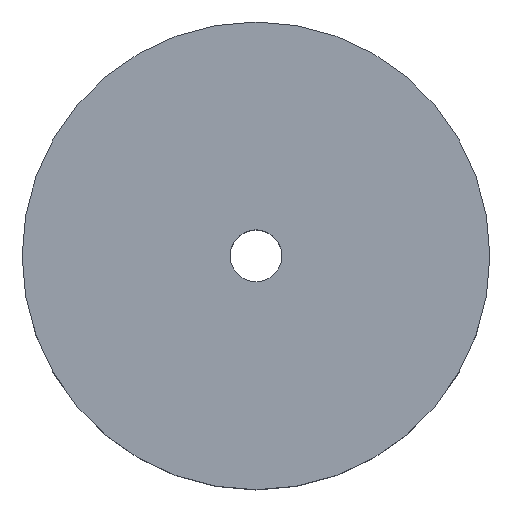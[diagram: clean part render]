
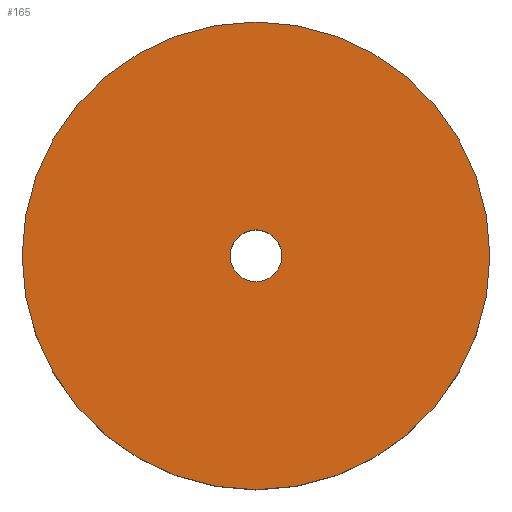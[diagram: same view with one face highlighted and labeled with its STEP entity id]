
A CAD part, top view. The second image highlights one B-rep face of the part: STEP entity #165.
In plain terms, the highlighted planar face has unit normal (0, 0, 1).
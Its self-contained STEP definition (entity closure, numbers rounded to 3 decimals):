
#17 = DIRECTION ( 'NONE',  ( 0., 0., 1. ) ) ;
#22 = CARTESIAN_POINT ( 'NONE',  ( 0., 0., 130. ) ) ;
#23 = DIRECTION ( 'NONE',  ( 1., 0., 0. ) ) ;
#27 = CARTESIAN_POINT ( 'NONE',  ( 0., 0., 130. ) ) ;
#28 = CARTESIAN_POINT ( 'NONE',  ( 0., 0., 130. ) ) ;
#29 = DIRECTION ( 'NONE',  ( 0., 0., 1. ) ) ;
#35 = DIRECTION ( 'NONE',  ( 0., 0., 1. ) ) ;
#43 = DIRECTION ( 'NONE',  ( 1., 0., 0. ) ) ;
#44 = CARTESIAN_POINT ( 'NONE',  ( 0., 0., 130. ) ) ;
#45 = DIRECTION ( 'NONE',  ( 1., 0., 0. ) ) ;
#49 = DIRECTION ( 'NONE',  ( 0., 0., 1. ) ) ;
#50 = DIRECTION ( 'NONE',  ( 1., 0., 0. ) ) ;
#54 = DIRECTION ( 'NONE',  ( 0., 0., 1. ) ) ;
#58 = CARTESIAN_POINT ( 'NONE',  ( -225., 0., 130. ) ) ;
#59 = CARTESIAN_POINT ( 'NONE',  ( 0., 0., 130. ) ) ;
#63 = PLANE ( 'NONE',  #95 ) ;
#64 = CARTESIAN_POINT ( 'NONE',  ( 225., 0., 130. ) ) ;
#70 = DIRECTION ( 'NONE',  ( 1., 0., 0. ) ) ;
#71 = CARTESIAN_POINT ( 'NONE',  ( 25., 0., 130. ) ) ;
#85 = CARTESIAN_POINT ( 'NONE',  ( -25., 0., 130. ) ) ;
#95 = AXIS2_PLACEMENT_3D ( 'NONE', #59, #54, #70 ) ;
#112 = AXIS2_PLACEMENT_3D ( 'NONE', #27, #49, #43 ) ;
#113 = EDGE_CURVE ( 'NONE', #196, #214, #154, .T. ) ;
#115 = AXIS2_PLACEMENT_3D ( 'NONE', #28, #29, #50 ) ;
#122 = EDGE_CURVE ( 'NONE', #195, #212, #157, .T. ) ;
#123 = AXIS2_PLACEMENT_3D ( 'NONE', #22, #35, #23 ) ;
#124 = AXIS2_PLACEMENT_3D ( 'NONE', #44, #17, #45 ) ;
#129 = EDGE_CURVE ( 'NONE', #214, #196, #161, .T. ) ;
#130 = EDGE_CURVE ( 'NONE', #212, #195, #181, .T. ) ;
#133 = ORIENTED_EDGE ( 'NONE', *, *, #113, .T. ) ;
#146 = ORIENTED_EDGE ( 'NONE', *, *, #122, .F. ) ;
#147 = ORIENTED_EDGE ( 'NONE', *, *, #129, .T. ) ;
#154 = CIRCLE ( 'NONE', #112, 225. ) ;
#157 = CIRCLE ( 'NONE', #123, 25. ) ;
#161 = CIRCLE ( 'NONE', #124, 225. ) ;
#165 = ADVANCED_FACE ( 'NONE', ( #173, #171 ), #63, .T. ) ;
#171 = FACE_BOUND ( 'NONE', #189, .T. ) ;
#173 = FACE_OUTER_BOUND ( 'NONE', #205, .T. ) ;
#181 = CIRCLE ( 'NONE', #115, 25. ) ;
#185 = ORIENTED_EDGE ( 'NONE', *, *, #130, .F. ) ;
#189 = EDGE_LOOP ( 'NONE', ( #146, #185 ) ) ;
#195 = VERTEX_POINT ( 'NONE', #85 ) ;
#196 = VERTEX_POINT ( 'NONE', #64 ) ;
#205 = EDGE_LOOP ( 'NONE', ( #147, #133 ) ) ;
#212 = VERTEX_POINT ( 'NONE', #71 ) ;
#214 = VERTEX_POINT ( 'NONE', #58 ) ;
